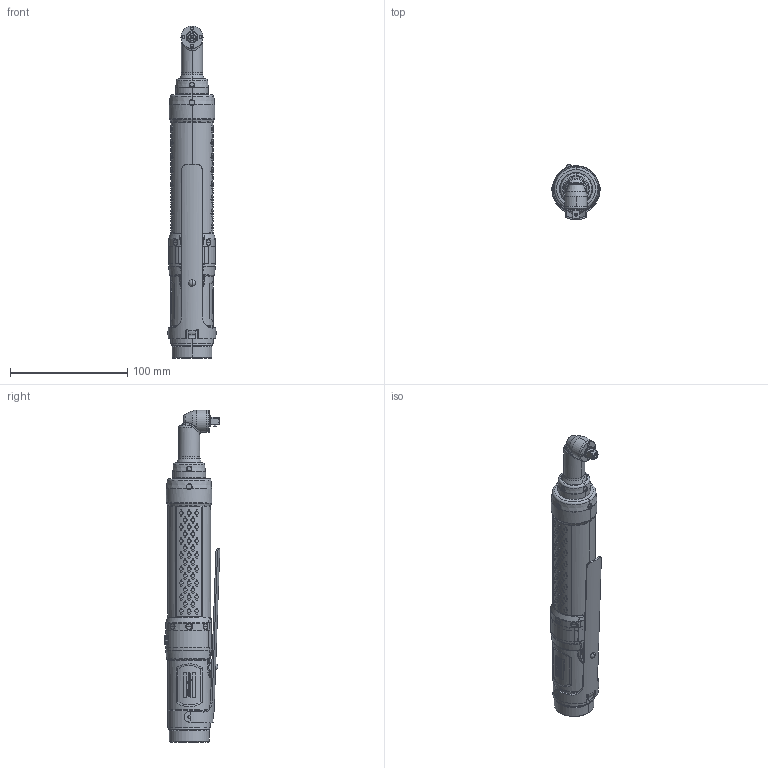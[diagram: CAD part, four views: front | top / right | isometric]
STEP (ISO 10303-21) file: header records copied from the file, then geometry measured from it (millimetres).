
FILE_DESCRIPTION((''),'2;1');
FILE_NAME('EXT_COMP_SW0010','2021-07-23T08:26:09',('INEVDh'),(''),'CREO PARAMETRIC BY PTC INC, 2020281','CREO PARAMETRIC BY PTC INC, 2020281','');
FILE_SCHEMA(('CONFIG_CONTROL_DESIGN'));
Products named in the file (1): EXT_COMP_SW0010
Bounding box: 41.9 x 47.53 x 283.45 mm (x, y, z)
Volume: 266064.7 mm3; surface area: 43946.6 mm2
Topology: 2 solids, 11 shells, 2295 faces, 6257 edges, 3978 vertices
Faces by surface type: bspline 1179, plane 459, cylinder 366, cone 138, torus 122, sphere 29, extrusion 2
Entity records: 172987 total; most frequent: CARTESIAN_POINT 124750, ORIENTED_EDGE 12438, EDGE_CURVE 6219, DIRECTION 6142, VERTEX_POINT 3978, B_SPLINE_CURVE_WITH_KNOTS 3356, EDGE_LOOP 2435, FACE_OUTER_BOUND 2295
